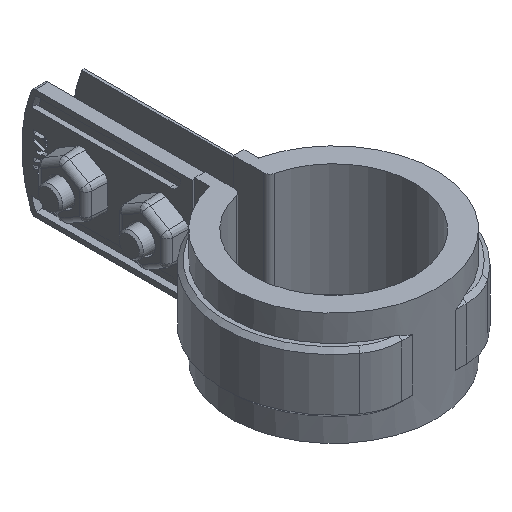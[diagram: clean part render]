
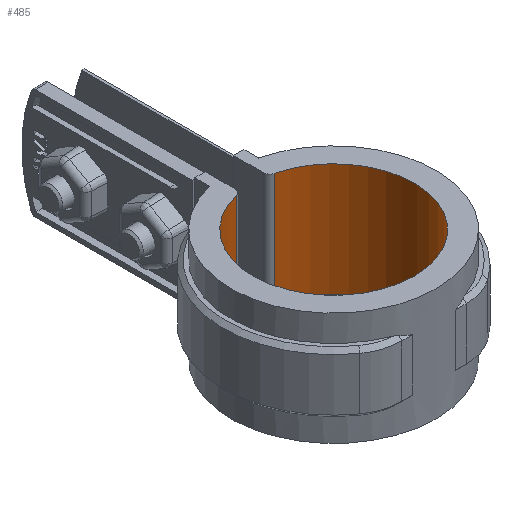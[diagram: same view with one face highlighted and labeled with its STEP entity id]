
A CAD part, isometric view. The second image highlights one B-rep face of the part: STEP entity #485.
In plain terms, the highlighted cylindrical face has radius 20 mm (diameter 40 mm), a partial arc.
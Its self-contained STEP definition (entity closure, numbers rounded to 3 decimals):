
#485 = ADVANCED_FACE( '', ( #973 ), #974, .F. );
#973 = FACE_OUTER_BOUND( '', #2113, .T. );
#974 = CYLINDRICAL_SURFACE( '', #2114, 20. );
#2113 = EDGE_LOOP( '', ( #5002, #5003, #5004, #5005 ) );
#2114 = AXIS2_PLACEMENT_3D( '', #5006, #5007, #5008 );
#5002 = ORIENTED_EDGE( '', *, *, #7179, .F. );
#5003 = ORIENTED_EDGE( '', *, *, #7074, .T. );
#5004 = ORIENTED_EDGE( '', *, *, #7009, .T. );
#5005 = ORIENTED_EDGE( '', *, *, #7207, .T. );
#5006 = CARTESIAN_POINT( '', ( 0., 0., -85.574 ) );
#5007 = DIRECTION( '', ( 0., 0., -1. ) );
#5008 = DIRECTION( '', ( -1., 0., 0. ) );
#7009 = EDGE_CURVE( '', #8088, #8086, #8089, .F. );
#7074 = EDGE_CURVE( '', #8194, #8088, #8195, .T. );
#7179 = EDGE_CURVE( '', #8194, #8374, #8375, .F. );
#7207 = EDGE_CURVE( '', #8086, #8374, #8411, .F. );
#8086 = VERTEX_POINT( '', #10548 );
#8088 = VERTEX_POINT( '', #10550 );
#8089 = CIRCLE( '', #10551, 20. );
#8194 = VERTEX_POINT( '', #10710 );
#8195 = LINE( '', #10711, #10712 );
#8374 = VERTEX_POINT( '', #11697 );
#8375 = CIRCLE( '', #11698, 20. );
#8411 = LINE( '', #11784, #11785 );
#10548 = CARTESIAN_POINT( '', ( 4.651, 19.452, 1.5 ) );
#10550 = CARTESIAN_POINT( '', ( -4.651, 19.452, 1.5 ) );
#10551 = AXIS2_PLACEMENT_3D( '', #13460, #13461, #13462 );
#10710 = CARTESIAN_POINT( '', ( -4.651, 19.452, -26.5 ) );
#10711 = CARTESIAN_POINT( '', ( -4.651, 19.452, -85.574 ) );
#10712 = VECTOR( '', #13571, 1000. );
#11697 = CARTESIAN_POINT( '', ( 4.651, 19.452, -26.5 ) );
#11698 = AXIS2_PLACEMENT_3D( '', #13654, #13655, #13656 );
#11784 = CARTESIAN_POINT( '', ( 4.651, 19.452, -85.574 ) );
#11785 = VECTOR( '', #13687, 1000. );
#13460 = CARTESIAN_POINT( '', ( 0., 0., 1.5 ) );
#13461 = DIRECTION( '', ( 0., 0., -1. ) );
#13462 = DIRECTION( '', ( -1., 0., 0. ) );
#13571 = DIRECTION( '', ( 0., 0., 1. ) );
#13654 = CARTESIAN_POINT( '', ( 0., 0., -26.5 ) );
#13655 = DIRECTION( '', ( 0., 0., -1. ) );
#13656 = DIRECTION( '', ( -1., 0., 0. ) );
#13687 = DIRECTION( '', ( 0., 0., 1. ) );
